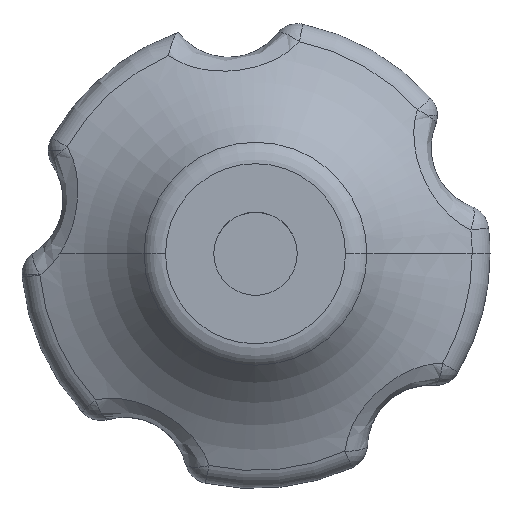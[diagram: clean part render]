
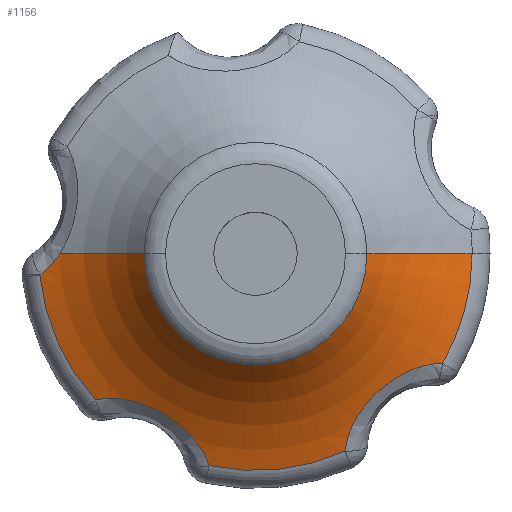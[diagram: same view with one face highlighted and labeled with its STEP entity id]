
A CAD part, top view. The second image highlights one B-rep face of the part: STEP entity #1156.
In plain terms, the highlighted toroidal (fillet/blend) face has major radius 10.808 mm and minor radius 7.936 mm.
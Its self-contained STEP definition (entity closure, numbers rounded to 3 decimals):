
#14 = DIRECTION ( 'NONE',  ( 0., 0., 1. ) ) ;
#22 = B_SPLINE_CURVE_WITH_KNOTS ( 'NONE', 3,
 ( #1452, #1646, #391, #246, #583, #943, #1301, #1502, #1854, #423, #1313, #1685, #2238, #1122, #604, #1687, #768, #1669 ),
 .UNSPECIFIED., .F., .F.,
 ( 4, 2, 2, 2, 2, 2, 2, 2, 4 ),
 ( 0., 0.001, 0.001, 0.002, 0.003, 0.003, 0.004, 0.005, 0.006 ),
 .UNSPECIFIED. ) ;
#105 = CARTESIAN_POINT ( 'NONE',  ( -4.278, 0., -5.87 ) ) ;
#111 = DIRECTION ( 'NONE',  ( 1., 0., 0. ) ) ;
#130 = CARTESIAN_POINT ( 'NONE',  ( 7.176, -4.2, -8.894 ) ) ;
#139 = CARTESIAN_POINT ( 'NONE',  ( -10.808, 0., -1.36 ) ) ;
#195 = EDGE_CURVE ( 'NONE', #1725, #265, #22, .T. ) ;
#246 = CARTESIAN_POINT ( 'NONE',  ( -5.255, -5.547, -8.638 ) ) ;
#257 = AXIS2_PLACEMENT_3D ( 'NONE', #926, #771, #586 ) ;
#265 = VERTEX_POINT ( 'NONE', #2048 ) ;
#277 = CIRCLE ( 'NONE', #257, 8.314 ) ;
#299 = CARTESIAN_POINT ( 'NONE',  ( 6.727, -4.203, -8.767 ) ) ;
#345 = AXIS2_PLACEMENT_3D ( 'NONE', #2199, #1093, #551 ) ;
#350 = B_SPLINE_CURVE_WITH_KNOTS ( 'NONE', 3,
 ( #1186, #1904, #823, #1570, #488, #1753, #2119, #1556, #2286, #460, #656, #1172, #299, #992 ),
 .UNSPECIFIED., .F., .F.,
 ( 4, 2, 2, 2, 2, 2, 4 ),
 ( 0., 0.001, 0.002, 0.003, 0.004, 0.004, 0.006 ),
 .UNSPECIFIED. ) ;
#375 = DIRECTION ( 'NONE',  ( 1., 0., 0. ) ) ;
#391 = CARTESIAN_POINT ( 'NONE',  ( -5.703, -5.537, -8.764 ) ) ;
#423 = CARTESIAN_POINT ( 'NONE',  ( -3.336, -6.247, -8.365 ) ) ;
#424 = CIRCLE ( 'NONE', #2012, 7.936 ) ;
#460 = CARTESIAN_POINT ( 'NONE',  ( 5.471, -4.708, -8.436 ) ) ;
#465 = DIRECTION ( 'NONE',  ( 0., 1., 0. ) ) ;
#480 = DIRECTION ( 'NONE',  ( 1., 0., 0. ) ) ;
#484 = CARTESIAN_POINT ( 'NONE',  ( -8.274, -0.82, -8.894 ) ) ;
#488 = CARTESIAN_POINT ( 'NONE',  ( 4.107, -5.938, -8.437 ) ) ;
#500 = DIRECTION ( 'NONE',  ( 0., -1., 0. ) ) ;
#551 = DIRECTION ( 'NONE',  ( -1., 0., 0. ) ) ;
#556 = EDGE_CURVE ( 'NONE', #1955, #2155, #2118, .T. ) ;
#583 = CARTESIAN_POINT ( 'NONE',  ( -5.034, -5.576, -8.579 ) ) ;
#586 = DIRECTION ( 'NONE',  ( 1., 0., 0. ) ) ;
#604 = CARTESIAN_POINT ( 'NONE',  ( -2.176, -7.325, -8.638 ) ) ;
#606 = VERTEX_POINT ( 'NONE', #2295 ) ;
#608 = ORIENTED_EDGE ( 'NONE', *, *, #923, .T. ) ;
#648 = CARTESIAN_POINT ( 'NONE',  ( -6.146, -5.6, -8.894 ) ) ;
#654 = EDGE_CURVE ( 'NONE', #606, #877, #424, .T. ) ;
#656 = CARTESIAN_POINT ( 'NONE',  ( 5.673, -4.594, -8.478 ) ) ;
#703 = ORIENTED_EDGE ( 'NONE', *, *, #1534, .T. ) ;
#753 = VERTEX_POINT ( 'NONE', #2145 ) ;
#768 = CARTESIAN_POINT ( 'NONE',  ( -1.848, -7.909, -8.83 ) ) ;
#771 = DIRECTION ( 'NONE',  ( 0., 0., 1. ) ) ;
#823 = CARTESIAN_POINT ( 'NONE',  ( 3.631, -6.709, -8.631 ) ) ;
#848 = DIRECTION ( 'NONE',  ( -1., 0., 0. ) ) ;
#877 = VERTEX_POINT ( 'NONE', #105 ) ;
#911 = EDGE_CURVE ( 'NONE', #2155, #753, #1292, .T. ) ;
#923 = EDGE_CURVE ( 'NONE', #753, #877, #2335, .T. ) ;
#926 = CARTESIAN_POINT ( 'NONE',  ( 0., 0., -8.894 ) ) ;
#943 = CARTESIAN_POINT ( 'NONE',  ( -4.592, -5.674, -8.478 ) ) ;
#953 = EDGE_CURVE ( 'NONE', #1700, #1955, #350, .T. ) ;
#972 = ORIENTED_EDGE ( 'NONE', *, *, #556, .T. ) ;
#992 = CARTESIAN_POINT ( 'NONE',  ( 7.176, -4.2, -8.894 ) ) ;
#1026 = CARTESIAN_POINT ( 'NONE',  ( 8.314, 0., -8.894 ) ) ;
#1071 = B_SPLINE_CURVE_WITH_KNOTS ( 'NONE', 3,
 ( #2087, #1540, #1178, #484 ),
 .UNSPECIFIED., .F., .F.,
 ( 4, 4 ),
 ( 0.004, 0.006 ),
 .UNSPECIFIED. ) ;
#1093 = DIRECTION ( 'NONE',  ( 0., 0., -1. ) ) ;
#1122 = CARTESIAN_POINT ( 'NONE',  ( -2.311, -7.148, -8.58 ) ) ;
#1148 = CIRCLE ( 'NONE', #1767, 8.314 ) ;
#1156 = ADVANCED_FACE ( 'NONE', ( #1973 ), #1672, .F. ) ;
#1172 = CARTESIAN_POINT ( 'NONE',  ( 6.288, -4.314, -8.63 ) ) ;
#1178 = CARTESIAN_POINT ( 'NONE',  ( -7.97, -0.596, -8.787 ) ) ;
#1186 = CARTESIAN_POINT ( 'NONE',  ( 3.427, -7.575, -8.894 ) ) ;
#1292 = CIRCLE ( 'NONE', #2133, 7.936 ) ;
#1301 = CARTESIAN_POINT ( 'NONE',  ( -4.372, -5.743, -8.436 ) ) ;
#1313 = CARTESIAN_POINT ( 'NONE',  ( -3.145, -6.376, -8.38 ) ) ;
#1358 = CARTESIAN_POINT ( 'NONE',  ( 10.808, 0., -1.36 ) ) ;
#1452 = CARTESIAN_POINT ( 'NONE',  ( -6.146, -5.6, -8.894 ) ) ;
#1475 = ORIENTED_EDGE ( 'NONE', *, *, #195, .T. ) ;
#1502 = CARTESIAN_POINT ( 'NONE',  ( -3.947, -5.912, -8.38 ) ) ;
#1534 = EDGE_CURVE ( 'NONE', #1786, #1725, #277, .T. ) ;
#1540 = CARTESIAN_POINT ( 'NONE',  ( -7.718, -0.314, -8.673 ) ) ;
#1545 = CARTESIAN_POINT ( 'NONE',  ( 0., 0., -5.87 ) ) ;
#1549 = AXIS2_PLACEMENT_3D ( 'NONE', #1545, #2315, #480 ) ;
#1556 = CARTESIAN_POINT ( 'NONE',  ( 4.909, -5.104, -8.365 ) ) ;
#1570 = CARTESIAN_POINT ( 'NONE',  ( 3.975, -6.123, -8.478 ) ) ;
#1646 = CARTESIAN_POINT ( 'NONE',  ( -5.926, -5.555, -8.83 ) ) ;
#1669 = CARTESIAN_POINT ( 'NONE',  ( -1.777, -8.122, -8.894 ) ) ;
#1672 = TOROIDAL_SURFACE ( 'NONE', #345, 10.808, 7.936 ) ;
#1685 = CARTESIAN_POINT ( 'NONE',  ( -2.785, -6.66, -8.437 ) ) ;
#1687 = CARTESIAN_POINT ( 'NONE',  ( -1.944, -7.706, -8.764 ) ) ;
#1700 = VERTEX_POINT ( 'NONE', #2050 ) ;
#1704 = EDGE_CURVE ( 'NONE', #606, #1786, #1071, .T. ) ;
#1725 = VERTEX_POINT ( 'NONE', #648 ) ;
#1753 = CARTESIAN_POINT ( 'NONE',  ( 4.4, -5.584, -8.38 ) ) ;
#1767 = AXIS2_PLACEMENT_3D ( 'NONE', #2085, #14, #375 ) ;
#1775 = AXIS2_PLACEMENT_3D ( 'NONE', #2079, #2269, #111 ) ;
#1786 = VERTEX_POINT ( 'NONE', #2172 ) ;
#1854 = CARTESIAN_POINT ( 'NONE',  ( -3.739, -6.014, -8.365 ) ) ;
#1859 = EDGE_LOOP ( 'NONE', ( #972, #1950, #608, #1883, #2237, #703, #1475, #1893, #2291 ) ) ;
#1883 = ORIENTED_EDGE ( 'NONE', *, *, #654, .F. ) ;
#1893 = ORIENTED_EDGE ( 'NONE', *, *, #2308, .T. ) ;
#1904 = CARTESIAN_POINT ( 'NONE',  ( 3.477, -7.129, -8.766 ) ) ;
#1950 = ORIENTED_EDGE ( 'NONE', *, *, #911, .T. ) ;
#1955 = VERTEX_POINT ( 'NONE', #130 ) ;
#1973 = FACE_OUTER_BOUND ( 'NONE', #1859, .T. ) ;
#2012 = AXIS2_PLACEMENT_3D ( 'NONE', #139, #500, #2154 ) ;
#2048 = CARTESIAN_POINT ( 'NONE',  ( -1.777, -8.122, -8.894 ) ) ;
#2050 = CARTESIAN_POINT ( 'NONE',  ( 3.427, -7.575, -8.894 ) ) ;
#2079 = CARTESIAN_POINT ( 'NONE',  ( 0., 0., -8.894 ) ) ;
#2085 = CARTESIAN_POINT ( 'NONE',  ( 0., 0., -8.894 ) ) ;
#2087 = CARTESIAN_POINT ( 'NONE',  ( -7.514, 0., -8.58 ) ) ;
#2118 = CIRCLE ( 'NONE', #1775, 8.314 ) ;
#2119 = CARTESIAN_POINT ( 'NONE',  ( 4.563, -5.415, -8.365 ) ) ;
#2133 = AXIS2_PLACEMENT_3D ( 'NONE', #1358, #465, #848 ) ;
#2145 = CARTESIAN_POINT ( 'NONE',  ( 4.278, 0., -5.87 ) ) ;
#2154 = DIRECTION ( 'NONE',  ( 0., 0., -1. ) ) ;
#2155 = VERTEX_POINT ( 'NONE', #1026 ) ;
#2172 = CARTESIAN_POINT ( 'NONE',  ( -8.274, -0.82, -8.894 ) ) ;
#2199 = CARTESIAN_POINT ( 'NONE',  ( 0., 0., -1.36 ) ) ;
#2237 = ORIENTED_EDGE ( 'NONE', *, *, #1704, .T. ) ;
#2238 = CARTESIAN_POINT ( 'NONE',  ( -2.615, -6.816, -8.479 ) ) ;
#2269 = DIRECTION ( 'NONE',  ( 0., 0., 1. ) ) ;
#2286 = CARTESIAN_POINT ( 'NONE',  ( 5.09, -4.962, -8.38 ) ) ;
#2291 = ORIENTED_EDGE ( 'NONE', *, *, #953, .T. ) ;
#2295 = CARTESIAN_POINT ( 'NONE',  ( -7.514, 0., -8.58 ) ) ;
#2308 = EDGE_CURVE ( 'NONE', #265, #1700, #1148, .T. ) ;
#2315 = DIRECTION ( 'NONE',  ( 0., 0., -1. ) ) ;
#2335 = CIRCLE ( 'NONE', #1549, 4.278 ) ;
